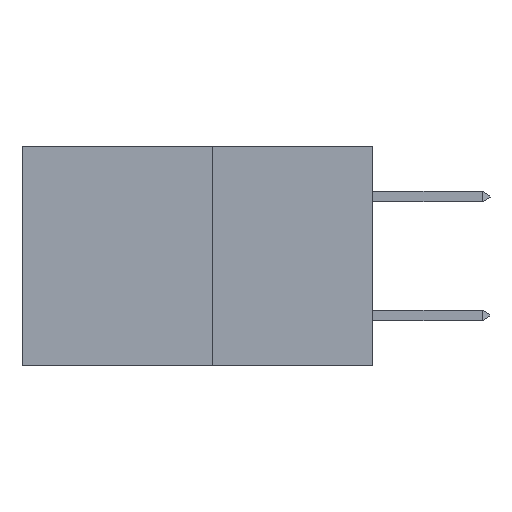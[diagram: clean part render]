
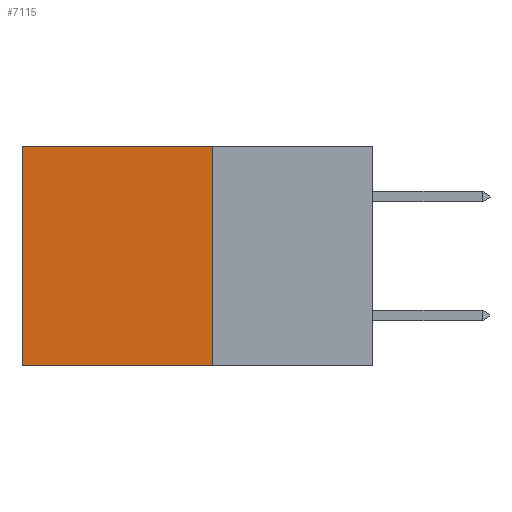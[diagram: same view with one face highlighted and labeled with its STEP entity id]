
A CAD part, left-side view. The second image highlights one B-rep face of the part: STEP entity #7115.
In plain terms, the highlighted planar face has unit normal (-1, 0, 0).
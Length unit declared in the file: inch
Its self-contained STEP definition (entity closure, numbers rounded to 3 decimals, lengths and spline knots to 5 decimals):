
#844 = DIRECTION ( 'NONE',  ( 0., 0., -1. ) ) ;
#1466 = VECTOR ( 'NONE', #844, 39.37008 ) ;
#1649 = DIRECTION ( 'NONE',  ( 0., 0., -1. ) ) ;
#2024 = EDGE_LOOP ( 'NONE', ( #5460, #5084, #5592, #6161 ) ) ;
#2280 = LINE ( 'NONE', #6868, #4374 ) ;
#2588 = VERTEX_POINT ( 'NONE', #8091 ) ;
#3749 = EDGE_CURVE ( 'NONE', #2588, #6282, #2280, .T. ) ;
#3793 = VECTOR ( 'NONE', #7523, 39.37008 ) ;
#3887 = CARTESIAN_POINT ( 'NONE',  ( 0.277, 0.27, 0. ) ) ;
#4031 = CARTESIAN_POINT ( 'NONE',  ( 0.277, 0.27, -0.37 ) ) ;
#4374 = VECTOR ( 'NONE', #7304, 39.37008 ) ;
#4690 = CARTESIAN_POINT ( 'NONE',  ( 0.277, 0.27, -0.37 ) ) ;
#4954 = DIRECTION ( 'NONE',  ( 0., 1., 0. ) ) ;
#5084 = ORIENTED_EDGE ( 'NONE', *, *, #6370, .F. ) ;
#5121 = LINE ( 'NONE', #4031, #7279 ) ;
#5192 = CARTESIAN_POINT ( 'NONE',  ( 0.277, 0.59, -0.37 ) ) ;
#5460 = ORIENTED_EDGE ( 'NONE', *, *, #6766, .T. ) ;
#5592 = ORIENTED_EDGE ( 'NONE', *, *, #3749, .F. ) ;
#6008 = AXIS2_PLACEMENT_3D ( 'NONE', #8469, #7067, #1649 ) ;
#6161 = ORIENTED_EDGE ( 'NONE', *, *, #6980, .T. ) ;
#6282 = VERTEX_POINT ( 'NONE', #4690 ) ;
#6370 = EDGE_CURVE ( 'NONE', #6282, #7791, #5121, .T. ) ;
#6419 = CARTESIAN_POINT ( 'NONE',  ( 0.277, 0.59, 0. ) ) ;
#6529 = FACE_OUTER_BOUND ( 'NONE', #2024, .T. ) ;
#6766 = EDGE_CURVE ( 'NONE', #8247, #7791, #8347, .T. ) ;
#6868 = CARTESIAN_POINT ( 'NONE',  ( 0.277, 0.27, -0.37 ) ) ;
#6980 = EDGE_CURVE ( 'NONE', #2588, #8247, #8334, .T. ) ;
#7067 = DIRECTION ( 'NONE',  ( 1., 0., 0. ) ) ;
#7115 = ADVANCED_FACE ( 'NONE', ( #6529 ), #9168, .F. ) ;
#7279 = VECTOR ( 'NONE', #4954, 39.37008 ) ;
#7304 = DIRECTION ( 'NONE',  ( 0., 0., -1. ) ) ;
#7523 = DIRECTION ( 'NONE',  ( 0., 1., 0. ) ) ;
#7791 = VERTEX_POINT ( 'NONE', #5192 ) ;
#8091 = CARTESIAN_POINT ( 'NONE',  ( 0.277, 0.27, 0. ) ) ;
#8247 = VERTEX_POINT ( 'NONE', #6419 ) ;
#8334 = LINE ( 'NONE', #3887, #3793 ) ;
#8347 = LINE ( 'NONE', #9814, #1466 ) ;
#8469 = CARTESIAN_POINT ( 'NONE',  ( 0.277, 0.27, -0.37 ) ) ;
#9168 = PLANE ( 'NONE',  #6008 ) ;
#9814 = CARTESIAN_POINT ( 'NONE',  ( 0.277, 0.59, -0.37 ) ) ;
